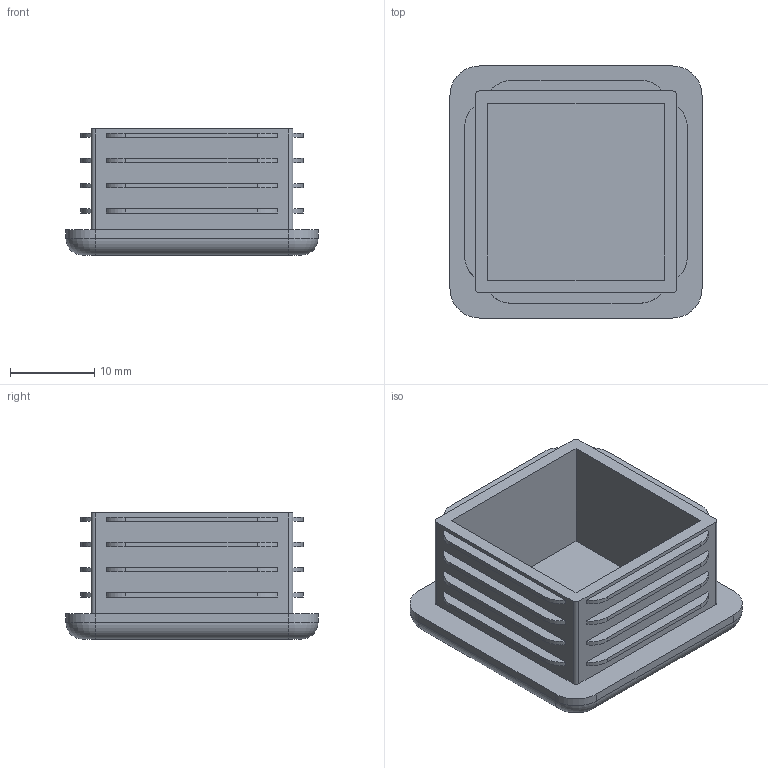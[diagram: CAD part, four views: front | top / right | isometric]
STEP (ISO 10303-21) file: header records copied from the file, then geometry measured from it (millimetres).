
FILE_DESCRIPTION (( 'STEP AP203' ), '1' );
FILE_NAME ('3D_R6590_30x30_173487520.STEP', '2024-08-27T10:49:34', ( '' ), ( '' ), 'SwSTEP 2.0', 'SolidWorks 2024', '' );
FILE_SCHEMA (( 'CONFIG_CONTROL_DESIGN' ));
Length unit declared in the file: millimetre
Products named in the file (1): 3D_R6590_30x30_173487520
Bounding box: 30 x 30 x 15 mm (x, y, z)
Volume: 3716 mm3; surface area: 5051.6 mm2
Topology: 1 solids, 1 shells, 112 faces, 268 edges, 176 vertices
Faces by surface type: plane 64, cylinder 44, torus 4
Entity records: 3337 total; most frequent: DIRECTION 586, CARTESIAN_POINT 557, ORIENTED_EDGE 536, EDGE_CURVE 268, AXIS2_PLACEMENT_3D 205, LINE 176, VERTEX_POINT 176, VECTOR 176
